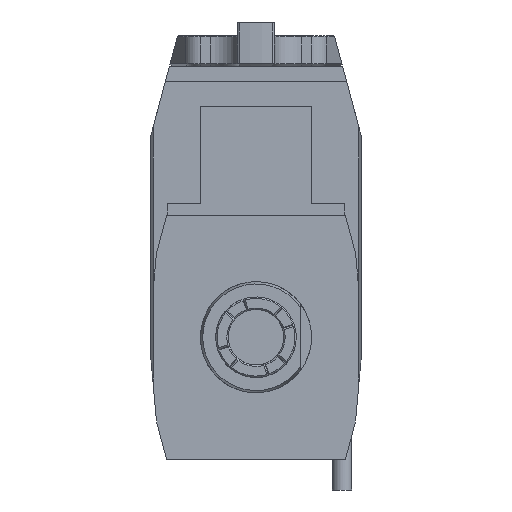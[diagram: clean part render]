
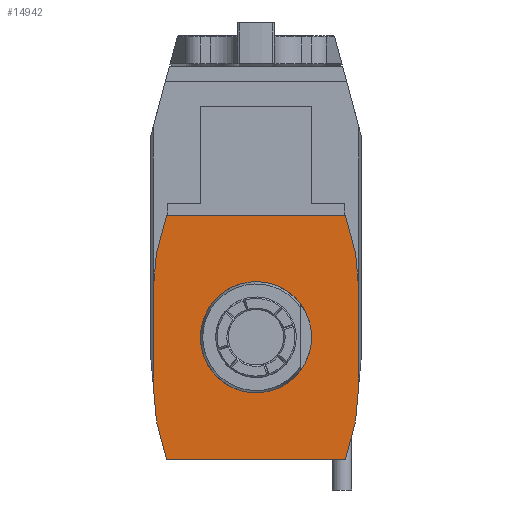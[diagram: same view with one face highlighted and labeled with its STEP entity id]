
A CAD part, front view. The second image highlights one B-rep face of the part: STEP entity #14942.
In plain terms, the highlighted planar face has unit normal (0, -1, 0).
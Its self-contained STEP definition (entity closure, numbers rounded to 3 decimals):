
#64 = DIRECTION ( 'NONE',  ( -0.087, 0., -0.996 ) ) ;
#125 = DIRECTION ( 'NONE',  ( 0., 0., -1. ) ) ;
#217 = DIRECTION ( 'NONE',  ( 0., 0., -1. ) ) ;
#350 = ORIENTED_EDGE ( 'NONE', *, *, #17894, .F. ) ;
#648 = DIRECTION ( 'NONE',  ( 0.087, 0., 0.996 ) ) ;
#686 = ORIENTED_EDGE ( 'NONE', *, *, #8799, .T. ) ;
#937 = DIRECTION ( 'NONE',  ( -1., 0., 0. ) ) ;
#1295 = ORIENTED_EDGE ( 'NONE', *, *, #17853, .F. ) ;
#1352 = EDGE_CURVE ( 'NONE', #12874, #12874, #28861, .T. ) ;
#1558 = EDGE_CURVE ( 'NONE', #18614, #4297, #23272, .T. ) ;
#1624 = VERTEX_POINT ( 'NONE', #22037 ) ;
#1811 = VECTOR ( 'NONE', #15697, 1000. ) ;
#2905 = EDGE_CURVE ( 'NONE', #23978, #21649, #26769, .T. ) ;
#3399 = AXIS2_PLACEMENT_3D ( 'NONE', #12592, #4453, #125 ) ;
#3466 = DIRECTION ( 'NONE',  ( 1., 0., 0. ) ) ;
#3863 = EDGE_LOOP ( 'NONE', ( #8132 ) ) ;
#3999 = LINE ( 'NONE', #22347, #14439 ) ;
#4297 = VERTEX_POINT ( 'NONE', #7096 ) ;
#4453 = DIRECTION ( 'NONE',  ( 0., 1., 0. ) ) ;
#4699 = CARTESIAN_POINT ( 'NONE',  ( -32.158, -100., -6. ) ) ;
#4705 = VERTEX_POINT ( 'NONE', #27993 ) ;
#5117 = CARTESIAN_POINT ( 'NONE',  ( 37., -100., -6. ) ) ;
#5689 = CARTESIAN_POINT ( 'NONE',  ( 37., -100., -6. ) ) ;
#5930 = ORIENTED_EDGE ( 'NONE', *, *, #1558, .T. ) ;
#6061 = CARTESIAN_POINT ( 'NONE',  ( 35.867, -100., -80.155 ) ) ;
#6360 = AXIS2_PLACEMENT_3D ( 'NONE', #5689, #12179, #937 ) ;
#6439 = EDGE_CURVE ( 'NONE', #21649, #7602, #7201, .T. ) ;
#6497 = LINE ( 'NONE', #9344, #1811 ) ;
#6538 = VECTOR ( 'NONE', #648, 1000. ) ;
#6917 = VECTOR ( 'NONE', #20640, 1000. ) ;
#6951 = CARTESIAN_POINT ( 'NONE',  ( 42.314, -100., -6.465 ) ) ;
#7018 = CARTESIAN_POINT ( 'NONE',  ( -37., -100., -67.21 ) ) ;
#7021 = CARTESIAN_POINT ( 'NONE',  ( -32.158, -100., -6. ) ) ;
#7085 = LINE ( 'NONE', #5117, #27538 ) ;
#7096 = CARTESIAN_POINT ( 'NONE',  ( -35.867, -100., -19.845 ) ) ;
#7201 = LINE ( 'NONE', #27984, #6917 ) ;
#7262 = DIRECTION ( 'NONE',  ( -0.259, 0., 0.966 ) ) ;
#7602 = VERTEX_POINT ( 'NONE', #6061 ) ;
#7604 = EDGE_LOOP ( 'NONE', ( #28159, #17701, #12806, #22787, #28992, #19441, #5930, #350, #686, #1295, #20969, #13515 ) ) ;
#7637 = EDGE_CURVE ( 'NONE', #22274, #7602, #14301, .T. ) ;
#8132 = ORIENTED_EDGE ( 'NONE', *, *, #1352, .T. ) ;
#8799 = EDGE_CURVE ( 'NONE', #1624, #13489, #3999, .T. ) ;
#9344 = CARTESIAN_POINT ( 'NONE',  ( -41.752, -100., -12.89 ) ) ;
#10360 = FACE_BOUND ( 'NONE', #3863, .T. ) ;
#10594 = CARTESIAN_POINT ( 'NONE',  ( 32.158, -100., -6. ) ) ;
#11054 = LINE ( 'NONE', #29135, #12916 ) ;
#11110 = CARTESIAN_POINT ( 'NONE',  ( 34.674, -100., -6.204 ) ) ;
#12179 = DIRECTION ( 'NONE',  ( 0., -1., 0. ) ) ;
#12592 = CARTESIAN_POINT ( 'NONE',  ( 0., -100., -50. ) ) ;
#12806 = ORIENTED_EDGE ( 'NONE', *, *, #13904, .F. ) ;
#12874 = VERTEX_POINT ( 'NONE', #20142 ) ;
#12916 = VECTOR ( 'NONE', #29433, 1000. ) ;
#13489 = VERTEX_POINT ( 'NONE', #7018 ) ;
#13515 = ORIENTED_EDGE ( 'NONE', *, *, #2905, .T. ) ;
#13904 = EDGE_CURVE ( 'NONE', #28445, #22274, #7085, .T. ) ;
#13917 = CARTESIAN_POINT ( 'NONE',  ( -35.867, -100., -19.845 ) ) ;
#13935 = VECTOR ( 'NONE', #23122, 1000. ) ;
#14262 = CARTESIAN_POINT ( 'NONE',  ( 37., -100., -32.79 ) ) ;
#14301 = LINE ( 'NONE', #6951, #18104 ) ;
#14439 = VECTOR ( 'NONE', #26712, 1000. ) ;
#14806 = VECTOR ( 'NONE', #16225, 1000. ) ;
#14942 = ADVANCED_FACE ( 'Defeature completata1_242', ( #21801, #10360 ), #21217, .T. ) ;
#15151 = VECTOR ( 'NONE', #3466, 1000. ) ;
#15434 = CARTESIAN_POINT ( 'NONE',  ( -32.158, -100., -94. ) ) ;
#15510 = LINE ( 'NONE', #11110, #17652 ) ;
#15697 = DIRECTION ( 'NONE',  ( -0.087, 0., 0.996 ) ) ;
#16225 = DIRECTION ( 'NONE',  ( -1., 0., 0. ) ) ;
#17652 = VECTOR ( 'NONE', #22268, 1000. ) ;
#17701 = ORIENTED_EDGE ( 'NONE', *, *, #7637, .F. ) ;
#17853 = EDGE_CURVE ( 'NONE', #18854, #13489, #6497, .T. ) ;
#17894 = EDGE_CURVE ( 'NONE', #1624, #4297, #23472, .T. ) ;
#18104 = VECTOR ( 'NONE', #64, 1000. ) ;
#18614 = VERTEX_POINT ( 'NONE', #4699 ) ;
#18854 = VERTEX_POINT ( 'NONE', #20665 ) ;
#19001 = CARTESIAN_POINT ( 'NONE',  ( -34.112, -100., 0.221 ) ) ;
#19011 = EDGE_CURVE ( 'NONE', #22210, #18614, #27650, .T. ) ;
#19441 = ORIENTED_EDGE ( 'NONE', *, *, #19011, .T. ) ;
#19893 = CARTESIAN_POINT ( 'NONE',  ( 32.158, -100., -94. ) ) ;
#20059 = CARTESIAN_POINT ( 'NONE',  ( 32.158, -100., -94. ) ) ;
#20142 = CARTESIAN_POINT ( 'NONE',  ( 0., -100., -69.656 ) ) ;
#20640 = DIRECTION ( 'NONE',  ( 0.259, 0., 0.966 ) ) ;
#20665 = CARTESIAN_POINT ( 'NONE',  ( -35.867, -100., -80.155 ) ) ;
#20969 = ORIENTED_EDGE ( 'NONE', *, *, #27769, .T. ) ;
#21217 = PLANE ( 'NONE',  #6360 ) ;
#21649 = VERTEX_POINT ( 'NONE', #20059 ) ;
#21801 = FACE_OUTER_BOUND ( 'NONE', #7604, .T. ) ;
#22037 = CARTESIAN_POINT ( 'NONE',  ( -37., -100., -32.79 ) ) ;
#22210 = VERTEX_POINT ( 'NONE', #10594 ) ;
#22268 = DIRECTION ( 'NONE',  ( 0.087, 0., -0.996 ) ) ;
#22274 = VERTEX_POINT ( 'NONE', #29709 ) ;
#22347 = CARTESIAN_POINT ( 'NONE',  ( -37., -100., -6. ) ) ;
#22787 = ORIENTED_EDGE ( 'NONE', *, *, #24471, .F. ) ;
#23025 = EDGE_CURVE ( 'NONE', #4705, #22210, #23386, .T. ) ;
#23122 = DIRECTION ( 'NONE',  ( -0.259, 0., -0.966 ) ) ;
#23272 = LINE ( 'NONE', #13917, #13935 ) ;
#23386 = LINE ( 'NONE', #27889, #25765 ) ;
#23472 = LINE ( 'NONE', #19001, #6538 ) ;
#23978 = VERTEX_POINT ( 'NONE', #15434 ) ;
#24471 = EDGE_CURVE ( 'NONE', #4705, #28445, #15510, .T. ) ;
#25765 = VECTOR ( 'NONE', #7262, 1000. ) ;
#26712 = DIRECTION ( 'NONE',  ( 0., 0., -1. ) ) ;
#26769 = LINE ( 'NONE', #19893, #15151 ) ;
#27538 = VECTOR ( 'NONE', #217, 1000. ) ;
#27650 = LINE ( 'NONE', #7021, #14806 ) ;
#27769 = EDGE_CURVE ( 'NONE', #18854, #23978, #11054, .T. ) ;
#27889 = CARTESIAN_POINT ( 'NONE',  ( 32.158, -100., -6. ) ) ;
#27984 = CARTESIAN_POINT ( 'NONE',  ( 35.867, -100., -80.155 ) ) ;
#27993 = CARTESIAN_POINT ( 'NONE',  ( 35.867, -100., -19.845 ) ) ;
#28159 = ORIENTED_EDGE ( 'NONE', *, *, #6439, .T. ) ;
#28445 = VERTEX_POINT ( 'NONE', #14262 ) ;
#28861 = CIRCLE ( 'NONE', #3399, 19.656 ) ;
#28992 = ORIENTED_EDGE ( 'NONE', *, *, #23025, .T. ) ;
#29135 = CARTESIAN_POINT ( 'NONE',  ( -32.158, -100., -94. ) ) ;
#29433 = DIRECTION ( 'NONE',  ( 0.259, 0., -0.966 ) ) ;
#29709 = CARTESIAN_POINT ( 'NONE',  ( 37., -100., -67.21 ) ) ;
